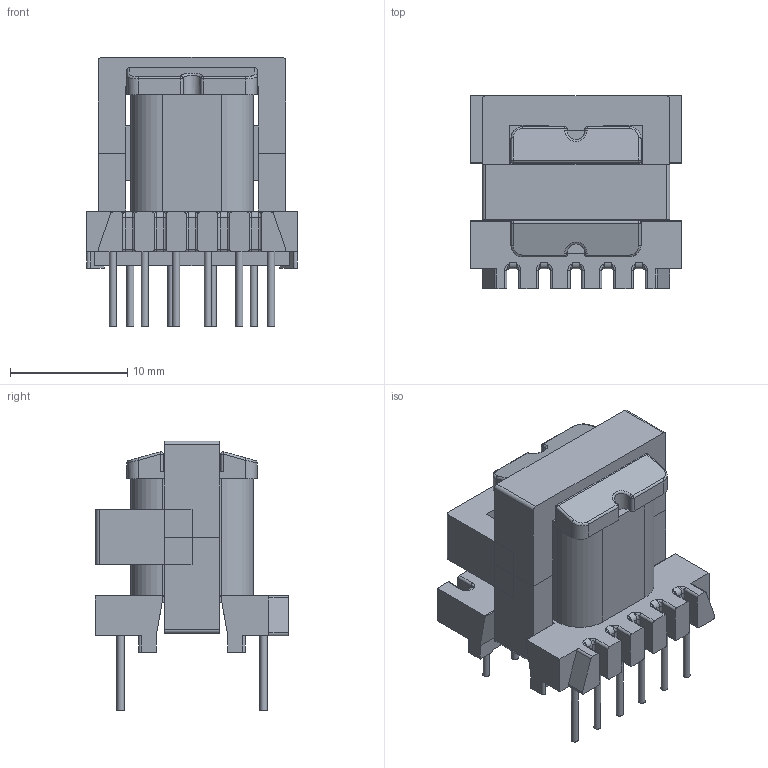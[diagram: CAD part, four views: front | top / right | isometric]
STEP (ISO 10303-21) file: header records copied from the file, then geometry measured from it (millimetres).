
FILE_DESCRIPTION( ( 'Unknown' ), '1' );
FILE_NAME( '749118205.stp', 'Unknown', ( 'Unknown' ), ( 'Unknown' ), 'XStep 1.0', 'Unknown', ' ' );
FILE_SCHEMA( ( 'automotive_design' ) );
Length unit declared in the file: millimetre
Products named in the file (3): Assem1; Gehäuse; Core_E 16
Bounding box: 18 x 16.5 x 23 mm (x, y, z)
Volume: 4560.4 mm3; surface area: 5113 mm2
Topology: 5 solids, 5 shells, 680 faces, 1734 edges, 1036 vertices
Faces by surface type: cylinder 274, plane 258, torus 80, bspline 52, sphere 16
Full cylindrical faces by diameter (mm): 0.6 x20
Entity records: 11258 total; most frequent: CARTESIAN_POINT 3242, DIRECTION 1702, ORIENTED_EDGE 1608, EDGE_CURVE 804, AXIS2_PLACEMENT_3D 628, VERTEX_POINT 496, LINE 446, VECTOR 446
